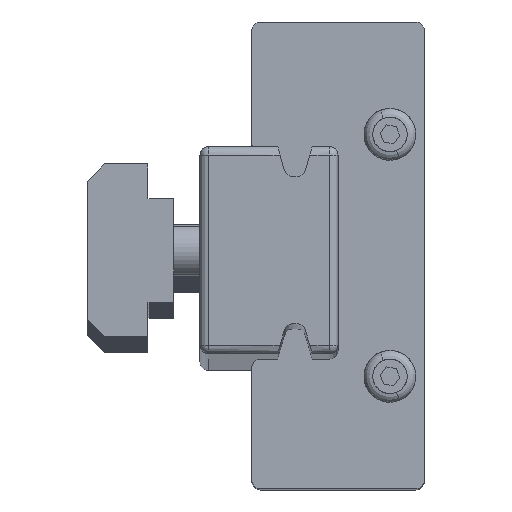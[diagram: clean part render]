
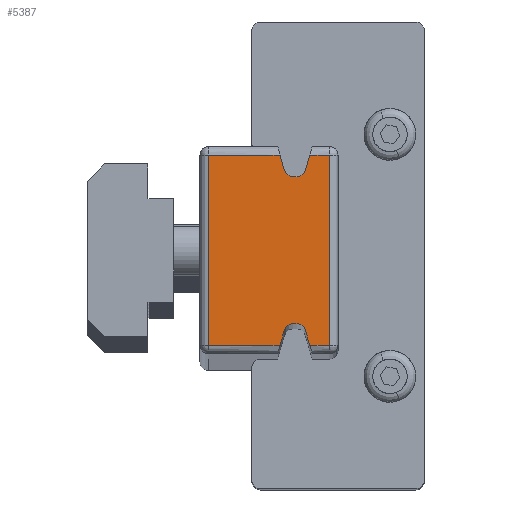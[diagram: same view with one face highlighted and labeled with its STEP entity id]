
A CAD part, top view. The second image highlights one B-rep face of the part: STEP entity #5387.
In plain terms, the highlighted face is planar.
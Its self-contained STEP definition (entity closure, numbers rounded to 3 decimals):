
#22 = CARTESIAN_POINT ( 'NONE',  ( 0., -4.75, 1.623 ) ) ;
#156 = CARTESIAN_POINT ( 'NONE',  ( 0., -6., -3.5 ) ) ;
#283 = DIRECTION ( 'NONE',  ( -1., 0., 0. ) ) ;
#306 = ORIENTED_EDGE ( 'NONE', *, *, #4317, .T. ) ;
#492 = CARTESIAN_POINT ( 'NONE',  ( 0., 4.75, 1.377 ) ) ;
#656 = VERTEX_POINT ( 'NONE', #7503 ) ;
#740 = LINE ( 'NONE', #8469, #8068 ) ;
#802 = CARTESIAN_POINT ( 'NONE',  ( 0., -4.75, 1.377 ) ) ;
#891 = VERTEX_POINT ( 'NONE', #7187 ) ;
#963 = VERTEX_POINT ( 'NONE', #3754 ) ;
#1055 = CARTESIAN_POINT ( 'NONE',  ( 0., 4.612, 2.104 ) ) ;
#1176 = DIRECTION ( 'NONE',  ( 0., 0.961, -0.276 ) ) ;
#1199 = VECTOR ( 'NONE', #4848, 1000. ) ;
#1269 = DIRECTION ( 'NONE',  ( 0., 0., 1. ) ) ;
#1310 = VECTOR ( 'NONE', #1176, 1000. ) ;
#1335 = AXIS2_PLACEMENT_3D ( 'NONE', #8001, #283, #3338 ) ;
#1352 = LINE ( 'NONE', #156, #8978 ) ;
#1654 = ORIENTED_EDGE ( 'NONE', *, *, #2375, .T. ) ;
#1687 = EDGE_CURVE ( 'NONE', #5515, #6086, #10949, .T. ) ;
#2007 = VECTOR ( 'NONE', #6123, 1000. ) ;
#2137 = CARTESIAN_POINT ( 'NONE',  ( 0., 6., 3.5 ) ) ;
#2375 = EDGE_CURVE ( 'NONE', #10622, #2819, #3057, .T. ) ;
#2405 = DIRECTION ( 'NONE',  ( 1., 0., 0. ) ) ;
#2739 = ORIENTED_EDGE ( 'NONE', *, *, #3937, .T. ) ;
#2819 = VERTEX_POINT ( 'NONE', #4546 ) ;
#2821 = EDGE_CURVE ( 'NONE', #8253, #5515, #11377, .T. ) ;
#3057 = CIRCLE ( 'NONE', #6461, 0.5 ) ;
#3252 = CARTESIAN_POINT ( 'NONE',  ( 0., 5.5, -4. ) ) ;
#3285 = PLANE ( 'NONE',  #1335 ) ;
#3295 = EDGE_CURVE ( 'NONE', #963, #5253, #1352, .T. ) ;
#3319 = CARTESIAN_POINT ( 'NONE',  ( 0., -5.5, 2.358 ) ) ;
#3337 = LINE ( 'NONE', #7304, #6800 ) ;
#3338 = DIRECTION ( 'NONE',  ( 0., 0., 1. ) ) ;
#3365 = DIRECTION ( 'NONE',  ( 1., 0., 0. ) ) ;
#3366 = CARTESIAN_POINT ( 'NONE',  ( 0., -4.25, 2.5 ) ) ;
#3668 = DIRECTION ( 'NONE',  ( 0., 0., 1. ) ) ;
#3677 = DIRECTION ( 'NONE',  ( 0., -0.961, 0.276 ) ) ;
#3754 = CARTESIAN_POINT ( 'NONE',  ( 0., 5.5, -3.5 ) ) ;
#3884 = DIRECTION ( 'NONE',  ( 1., 0., 0. ) ) ;
#3937 = EDGE_CURVE ( 'NONE', #891, #8253, #5993, .T. ) ;
#4283 = ORIENTED_EDGE ( 'NONE', *, *, #8172, .F. ) ;
#4317 = EDGE_CURVE ( 'NONE', #8966, #656, #10792, .T. ) ;
#4362 = LINE ( 'NONE', #3252, #5217 ) ;
#4443 = ORIENTED_EDGE ( 'NONE', *, *, #1687, .T. ) ;
#4457 = DIRECTION ( 'NONE',  ( 0., 0., 1. ) ) ;
#4546 = CARTESIAN_POINT ( 'NONE',  ( 0., -4.612, 2.104 ) ) ;
#4695 = VERTEX_POINT ( 'NONE', #3319 ) ;
#4729 = DIRECTION ( 'NONE',  ( 0., 1., 0. ) ) ;
#4848 = DIRECTION ( 'NONE',  ( 0., 0.961, 0.276 ) ) ;
#4904 = CIRCLE ( 'NONE', #12368, 0.5 ) ;
#4923 = ORIENTED_EDGE ( 'NONE', *, *, #3295, .T. ) ;
#5031 = DIRECTION ( 'NONE',  ( 0., -1., 0. ) ) ;
#5144 = EDGE_CURVE ( 'NONE', #5298, #8966, #10823, .T. ) ;
#5217 = VECTOR ( 'NONE', #7096, 1000. ) ;
#5253 = VERTEX_POINT ( 'NONE', #9656 ) ;
#5298 = VERTEX_POINT ( 'NONE', #6931 ) ;
#5387 = ADVANCED_FACE ( 'NONE', ( #8904 ), #3285, .T. ) ;
#5515 = VERTEX_POINT ( 'NONE', #8408 ) ;
#5566 = VERTEX_POINT ( 'NONE', #7518 ) ;
#5770 = DIRECTION ( 'NONE',  ( 0., 0., 1. ) ) ;
#5993 = LINE ( 'NONE', #2137, #12398 ) ;
#6016 = VERTEX_POINT ( 'NONE', #8331 ) ;
#6056 = DIRECTION ( 'NONE',  ( 0., 0., 1. ) ) ;
#6086 = VERTEX_POINT ( 'NONE', #1055 ) ;
#6123 = DIRECTION ( 'NONE',  ( 0., -0.961, -0.276 ) ) ;
#6172 = EDGE_CURVE ( 'NONE', #5253, #6616, #3337, .T. ) ;
#6320 = DIRECTION ( 'NONE',  ( 0., 0., -1. ) ) ;
#6327 = EDGE_CURVE ( 'NONE', #5298, #5566, #12426, .T. ) ;
#6424 = CIRCLE ( 'NONE', #11882, 0.5 ) ;
#6461 = AXIS2_PLACEMENT_3D ( 'NONE', #22, #3884, #12357 ) ;
#6616 = VERTEX_POINT ( 'NONE', #8293 ) ;
#6800 = VECTOR ( 'NONE', #4457, 1000. ) ;
#6931 = CARTESIAN_POINT ( 'NONE',  ( 0., 4.25, 1.377 ) ) ;
#6987 = EDGE_CURVE ( 'NONE', #6086, #5566, #6424, .T. ) ;
#7096 = DIRECTION ( 'NONE',  ( 0., 0., -1. ) ) ;
#7187 = CARTESIAN_POINT ( 'NONE',  ( 0., -5.5, 3.5 ) ) ;
#7304 = CARTESIAN_POINT ( 'NONE',  ( 0., -5.5, 0.5 ) ) ;
#7503 = CARTESIAN_POINT ( 'NONE',  ( 0., 5.5, 0.642 ) ) ;
#7518 = CARTESIAN_POINT ( 'NONE',  ( 0., 4.25, 1.623 ) ) ;
#7558 = ORIENTED_EDGE ( 'NONE', *, *, #2821, .T. ) ;
#7594 = CARTESIAN_POINT ( 'NONE',  ( 0., 4.25, 2.5 ) ) ;
#7639 = DIRECTION ( 'NONE',  ( 0., 0., -1. ) ) ;
#7640 = CARTESIAN_POINT ( 'NONE',  ( 0., -4.25, 1.623 ) ) ;
#7797 = VERTEX_POINT ( 'NONE', #10857 ) ;
#7814 = CARTESIAN_POINT ( 'NONE',  ( 0., -5.994, 0.5 ) ) ;
#7827 = LINE ( 'NONE', #7894, #8649 ) ;
#7894 = CARTESIAN_POINT ( 'NONE',  ( 0., -5.5, 4. ) ) ;
#8001 = CARTESIAN_POINT ( 'NONE',  ( 0., 0., 0. ) ) ;
#8068 = VECTOR ( 'NONE', #3677, 1000. ) ;
#8092 = VECTOR ( 'NONE', #7639, 1000. ) ;
#8172 = EDGE_CURVE ( 'NONE', #10622, #7797, #9170, .T. ) ;
#8183 = CARTESIAN_POINT ( 'NONE',  ( 0., 4.25, 1. ) ) ;
#8247 = EDGE_CURVE ( 'NONE', #656, #963, #4362, .T. ) ;
#8253 = VERTEX_POINT ( 'NONE', #10955 ) ;
#8293 = CARTESIAN_POINT ( 'NONE',  ( 0., -5.5, 0.642 ) ) ;
#8314 = ORIENTED_EDGE ( 'NONE', *, *, #5144, .T. ) ;
#8326 = DIRECTION ( 'NONE',  ( 1., 0., 0. ) ) ;
#8331 = CARTESIAN_POINT ( 'NONE',  ( 0., -4.612, 0.896 ) ) ;
#8371 = EDGE_CURVE ( 'NONE', #4695, #891, #7827, .T. ) ;
#8408 = CARTESIAN_POINT ( 'NONE',  ( 0., 5.5, 2.358 ) ) ;
#8416 = ORIENTED_EDGE ( 'NONE', *, *, #6987, .T. ) ;
#8469 = CARTESIAN_POINT ( 'NONE',  ( 0., -4.25, 2. ) ) ;
#8507 = EDGE_LOOP ( 'NONE', ( #4923, #11693, #10977, #12140, #4283, #1654, #9758, #11011, #2739, #7558, #4443, #8416, #9361, #8314, #306, #8811 ) ) ;
#8649 = VECTOR ( 'NONE', #6056, 1000. ) ;
#8795 = EDGE_CURVE ( 'NONE', #6616, #6016, #9917, .T. ) ;
#8811 = ORIENTED_EDGE ( 'NONE', *, *, #8247, .T. ) ;
#8904 = FACE_OUTER_BOUND ( 'NONE', #8507, .T. ) ;
#8966 = VERTEX_POINT ( 'NONE', #11467 ) ;
#8978 = VECTOR ( 'NONE', #5031, 1000. ) ;
#9170 = LINE ( 'NONE', #3366, #12288 ) ;
#9361 = ORIENTED_EDGE ( 'NONE', *, *, #6327, .F. ) ;
#9510 = EDGE_CURVE ( 'NONE', #2819, #4695, #740, .T. ) ;
#9656 = CARTESIAN_POINT ( 'NONE',  ( 0., -5.5, -3.5 ) ) ;
#9758 = ORIENTED_EDGE ( 'NONE', *, *, #9510, .T. ) ;
#9917 = LINE ( 'NONE', #7814, #1199 ) ;
#10129 = CARTESIAN_POINT ( 'NONE',  ( 0., 4.75, 1.623 ) ) ;
#10435 = CARTESIAN_POINT ( 'NONE',  ( 0., 5.5, 2.5 ) ) ;
#10622 = VERTEX_POINT ( 'NONE', #7640 ) ;
#10763 = CARTESIAN_POINT ( 'NONE',  ( 0., 5.994, 2.5 ) ) ;
#10792 = LINE ( 'NONE', #8183, #1310 ) ;
#10823 = CIRCLE ( 'NONE', #12039, 0.5 ) ;
#10857 = CARTESIAN_POINT ( 'NONE',  ( 0., -4.25, 1.377 ) ) ;
#10949 = LINE ( 'NONE', #10763, #2007 ) ;
#10955 = CARTESIAN_POINT ( 'NONE',  ( 0., 5.5, 3.5 ) ) ;
#10977 = ORIENTED_EDGE ( 'NONE', *, *, #8795, .T. ) ;
#10981 = EDGE_CURVE ( 'NONE', #6016, #7797, #4904, .T. ) ;
#11011 = ORIENTED_EDGE ( 'NONE', *, *, #8371, .T. ) ;
#11377 = LINE ( 'NONE', #10435, #8092 ) ;
#11467 = CARTESIAN_POINT ( 'NONE',  ( 0., 4.612, 0.896 ) ) ;
#11693 = ORIENTED_EDGE ( 'NONE', *, *, #6172, .T. ) ;
#11882 = AXIS2_PLACEMENT_3D ( 'NONE', #10129, #3365, #1269 ) ;
#12039 = AXIS2_PLACEMENT_3D ( 'NONE', #492, #2405, #12379 ) ;
#12140 = ORIENTED_EDGE ( 'NONE', *, *, #10981, .T. ) ;
#12261 = VECTOR ( 'NONE', #5770, 1000. ) ;
#12288 = VECTOR ( 'NONE', #6320, 1000. ) ;
#12357 = DIRECTION ( 'NONE',  ( 0., 0., 1. ) ) ;
#12368 = AXIS2_PLACEMENT_3D ( 'NONE', #802, #8326, #3668 ) ;
#12379 = DIRECTION ( 'NONE',  ( 0., 0., 1. ) ) ;
#12398 = VECTOR ( 'NONE', #4729, 1000. ) ;
#12426 = LINE ( 'NONE', #7594, #12261 ) ;
